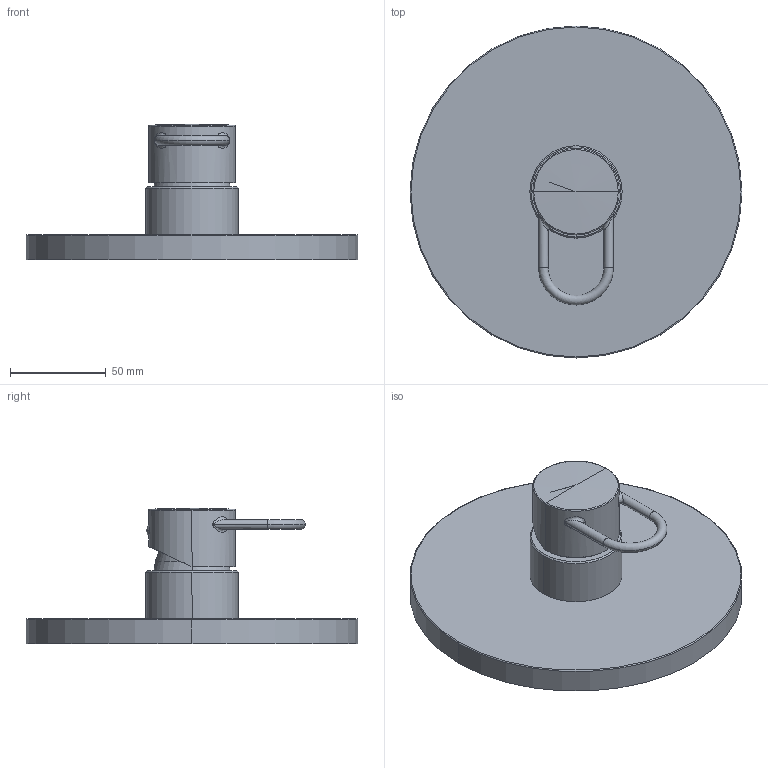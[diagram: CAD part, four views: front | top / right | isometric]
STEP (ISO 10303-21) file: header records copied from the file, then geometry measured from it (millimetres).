
FILE_DESCRIPTION((''),'2;1');
FILE_NAME('JKBOX010CR','2021-02-02T13:12:21',('ut3'),('PAFFONI SpA'),'CREO PARAMETRIC BY PTC INC, 2020044','CREO PARAMETRIC BY PTC INC, 2020044','');
FILE_SCHEMA(('CONFIG_CONTROL_DESIGN','SHAPE_APPEARANCE_LAYERS_GROUPS'));
Length unit declared in the file: millimetre
Products named in the file (1): JKBOX010CR
Bounding box: 173 x 173 x 70.49 mm (x, y, z)
Volume: 341269.6 mm3; surface area: 76403.2 mm2
Topology: 2 solids, 2 shells, 121 faces, 279 edges, 168 vertices
Faces by surface type: cylinder 39, plane 39, cone 23, torus 12, bspline 6, sphere 2
Entity records: 5461 total; most frequent: CARTESIAN_POINT 1819, DIRECTION 592, ORIENTED_EDGE 550, EDGE_CURVE 275, AXIS2_PLACEMENT_3D 237, VERTEX_POINT 168, EDGE_LOOP 135, CIRCLE 122
